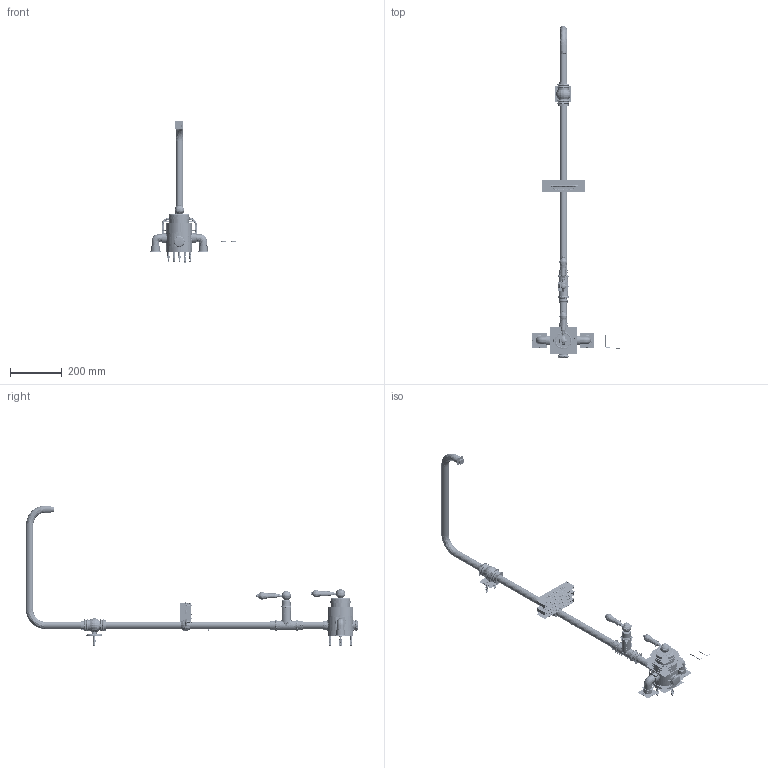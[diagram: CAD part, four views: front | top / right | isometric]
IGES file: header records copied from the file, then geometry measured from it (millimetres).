
Start section:  PTC IGES file: bf2s-sl0402-80.igs
Global section: file name: bf2s-sl0402-80.igs; native system: Creo Elements/Pro by Parametric Technology Corporation; preprocessor: 2011080; author: Administrator; organization: Unknown; date: 20150425.135821; units: millimetre
Bounding box: 339.7 x 1285.44 x 546.58 mm (x, y, z)
Volume: 1065618.3 mm3; surface area: 5015863.3 mm2
Topology: 116 solids, 119 shells, 11354 faces, 58602 edges, 74567 vertices
Faces by surface type: revolution 6752, bspline 4602
